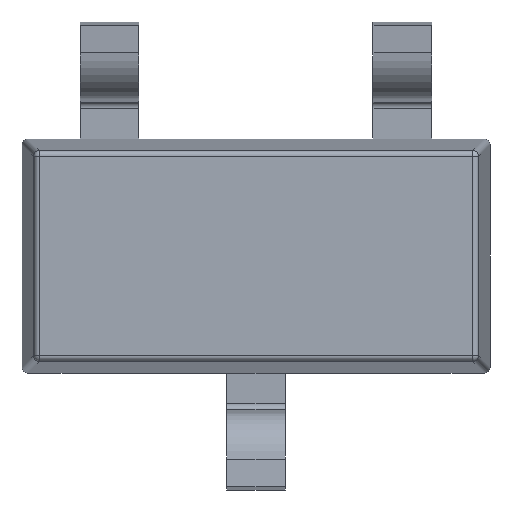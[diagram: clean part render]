
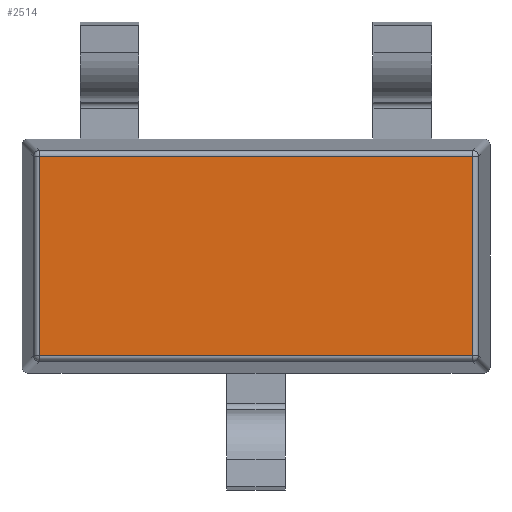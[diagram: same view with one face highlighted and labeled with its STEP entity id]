
A CAD part, front view. The second image highlights one B-rep face of the part: STEP entity #2514.
In plain terms, the highlighted planar face has unit normal (0, -1, 0).
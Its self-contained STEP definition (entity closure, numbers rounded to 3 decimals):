
#175 = EDGE_CURVE ( 'NONE', #298, #1120, #2811, .T. ) ;
#229 = ORIENTED_EDGE ( 'NONE', *, *, #2720, .T. ) ;
#268 = DIRECTION ( 'NONE',  ( 0., 0., 1. ) ) ;
#298 = VERTEX_POINT ( 'NONE', #1034 ) ;
#304 = VECTOR ( 'NONE', #2559, 1000. ) ;
#359 = CARTESIAN_POINT ( 'NONE',  ( -0.741, 0.05, -0.341 ) ) ;
#402 = CARTESIAN_POINT ( 'NONE',  ( -0.741, 0.05, -0.359 ) ) ;
#440 = VERTEX_POINT ( 'NONE', #2289 ) ;
#468 = LINE ( 'NONE', #402, #304 ) ;
#474 = CARTESIAN_POINT ( 'NONE',  ( 0.741, 0.05, 0.341 ) ) ;
#497 = ORIENTED_EDGE ( 'NONE', *, *, #1771, .T. ) ;
#505 = AXIS2_PLACEMENT_3D ( 'NONE', #2133, #3073, #2352 ) ;
#514 = VECTOR ( 'NONE', #720, 1000. ) ;
#537 = FACE_OUTER_BOUND ( 'NONE', #2838, .T. ) ;
#673 = VECTOR ( 'NONE', #705, 1000. ) ;
#705 = DIRECTION ( 'NONE',  ( 1., 0., 0. ) ) ;
#720 = DIRECTION ( 'NONE',  ( -1., 0., 0. ) ) ;
#972 = CARTESIAN_POINT ( 'NONE',  ( 0.741, 0.05, 0.359 ) ) ;
#1003 = ORIENTED_EDGE ( 'NONE', *, *, #175, .T. ) ;
#1034 = CARTESIAN_POINT ( 'NONE',  ( 0.741, 0.05, -0.341 ) ) ;
#1120 = VERTEX_POINT ( 'NONE', #474 ) ;
#1164 = CARTESIAN_POINT ( 'NONE',  ( 0.759, 0.05, -0.341 ) ) ;
#1183 = LINE ( 'NONE', #3077, #514 ) ;
#1394 = PLANE ( 'NONE',  #505 ) ;
#1464 = LINE ( 'NONE', #1164, #673 ) ;
#1478 = VERTEX_POINT ( 'NONE', #359 ) ;
#1670 = EDGE_CURVE ( 'NONE', #1478, #298, #1464, .T. ) ;
#1771 = EDGE_CURVE ( 'NONE', #1120, #440, #1183, .T. ) ;
#2037 = VECTOR ( 'NONE', #268, 1000. ) ;
#2133 = CARTESIAN_POINT ( 'NONE',  ( 0., 0.05, 0. ) ) ;
#2255 = ORIENTED_EDGE ( 'NONE', *, *, #1670, .T. ) ;
#2289 = CARTESIAN_POINT ( 'NONE',  ( -0.741, 0.05, 0.341 ) ) ;
#2352 = DIRECTION ( 'NONE',  ( 0., 0., 1. ) ) ;
#2514 = ADVANCED_FACE ( 'NONE', ( #537 ), #1394, .F. ) ;
#2559 = DIRECTION ( 'NONE',  ( 0., 0., -1. ) ) ;
#2720 = EDGE_CURVE ( 'NONE', #440, #1478, #468, .T. ) ;
#2811 = LINE ( 'NONE', #972, #2037 ) ;
#2838 = EDGE_LOOP ( 'NONE', ( #1003, #497, #229, #2255 ) ) ;
#3073 = DIRECTION ( 'NONE',  ( 0., 1., 0. ) ) ;
#3077 = CARTESIAN_POINT ( 'NONE',  ( -0.759, 0.05, 0.341 ) ) ;
